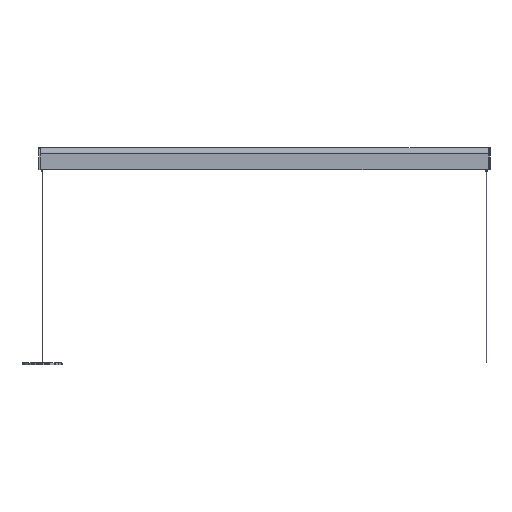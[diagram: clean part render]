
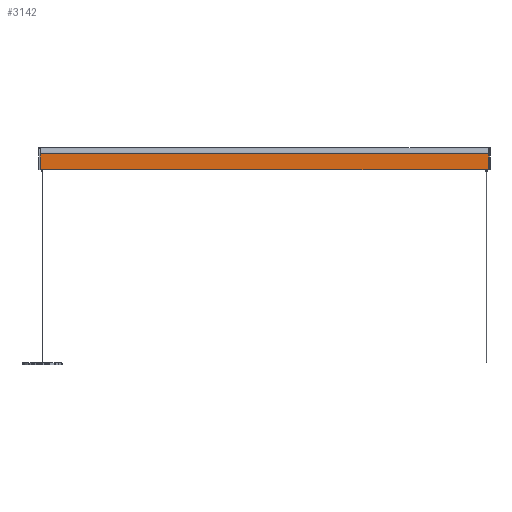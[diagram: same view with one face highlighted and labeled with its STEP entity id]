
A CAD part, front view. The second image highlights one B-rep face of the part: STEP entity #3142.
In plain terms, the highlighted planar face has unit normal (0, -1, 0).
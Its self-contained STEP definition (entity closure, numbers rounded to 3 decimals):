
#516=LINE('',#15904,#1390);
#517=LINE('',#15907,#1391);
#518=LINE('',#15909,#1392);
#519=LINE('',#15911,#1393);
#1390=VECTOR('',#12750,1.);
#1391=VECTOR('',#12751,1.);
#1392=VECTOR('',#12752,1.);
#1393=VECTOR('',#12753,1.);
#2322=PLANE('',#11446);
#2590=FACE_OUTER_BOUND('',#4318,.T.);
#3142=ADVANCED_FACE('',(#2590),#2322,.F.);
#4318=EDGE_LOOP('',(#5157,#5158,#5159,#5160));
#5157=ORIENTED_EDGE('',*,*,#9310,.F.);
#5158=ORIENTED_EDGE('',*,*,#9311,.T.);
#5159=ORIENTED_EDGE('',*,*,#9312,.T.);
#5160=ORIENTED_EDGE('',*,*,#9313,.F.);
#8253=VERTEX_POINT('',#15905);
#8254=VERTEX_POINT('',#15906);
#8255=VERTEX_POINT('',#15908);
#8256=VERTEX_POINT('',#15910);
#9310=EDGE_CURVE('',#8253,#8254,#516,.T.);
#9311=EDGE_CURVE('',#8253,#8255,#517,.T.);
#9312=EDGE_CURVE('',#8255,#8256,#518,.T.);
#9313=EDGE_CURVE('',#8254,#8256,#519,.T.);
#11446=AXIS2_PLACEMENT_3D('',#15912,#12754,#12755);
#12750=DIRECTION('',(0.,0.,-1.));
#12751=DIRECTION('',(-1.,0.,0.));
#12752=DIRECTION('',(0.,0.,-1.));
#12753=DIRECTION('',(-1.,0.,0.));
#12754=DIRECTION('',(0.,1.,0.));
#12755=DIRECTION('',(0.,0.,1.));
#15904=CARTESIAN_POINT('',(1419.,-19.685,13.02));
#15905=CARTESIAN_POINT('',(1419.,-19.685,13.02));
#15906=CARTESIAN_POINT('',(1419.,-19.685,-36.644));
#15907=CARTESIAN_POINT('',(3810.,-19.685,13.02));
#15908=CARTESIAN_POINT('',(0.,-19.685,13.02));
#15909=CARTESIAN_POINT('',(0.,-19.685,13.02));
#15910=CARTESIAN_POINT('',(0.,-19.685,-36.644));
#15911=CARTESIAN_POINT('',(3810.,-19.685,-36.644));
#15912=CARTESIAN_POINT('',(3810.,-19.685,13.02));
